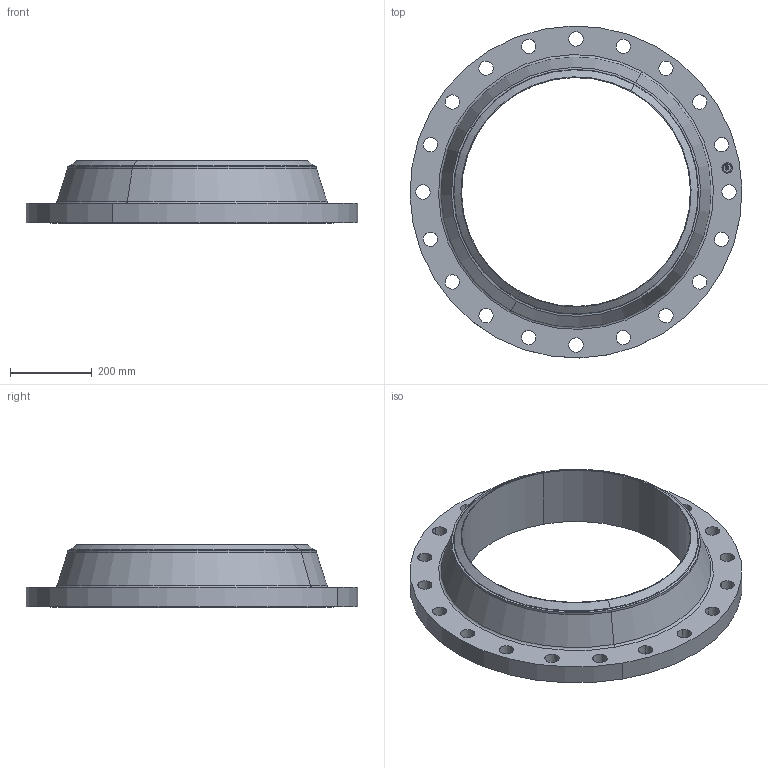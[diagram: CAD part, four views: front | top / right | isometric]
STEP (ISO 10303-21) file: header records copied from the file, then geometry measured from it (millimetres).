
FILE_DESCRIPTION(('3D STEP'),'2;1');
FILE_NAME('24-125-RF-WN-60-B16.1-FLANGE.stp','2013-09-08T10:11:57+00:00',('Texas Flange'),(''),'CATIA Version 5 Release 20 SP 6 (IN-10)','CATIA V5 STEP AP214','800-826-3801');
FILE_SCHEMA(('AUTOMOTIVE_DESIGN { 1 0 10303 214 1 1 1 1 }'));
Length unit declared in the file: inch
Products named in the file (1): 24-125-RF-WN-60-B16.1-FLANGE
Bounding box: 812.57 x 812.57 x 154 mm (x, y, z)
Volume: 18912664.9 mm3; surface area: 1147887 mm2
Topology: 1 solids, 1 shells, 447 faces, 1268 edges, 842 vertices
Faces by surface type: plane 369, cylinder 68, cone 6, torus 4
Entity records: 16608 total; most frequent: ORIENTED_EDGE 2536, CARTESIAN_POINT 2495, DIRECTION 2036, EDGE_CURVE 1268, VECTOR 1118, LINE 1118, VERTEX_POINT 842, AXIS2_PLACEMENT_3D 535
